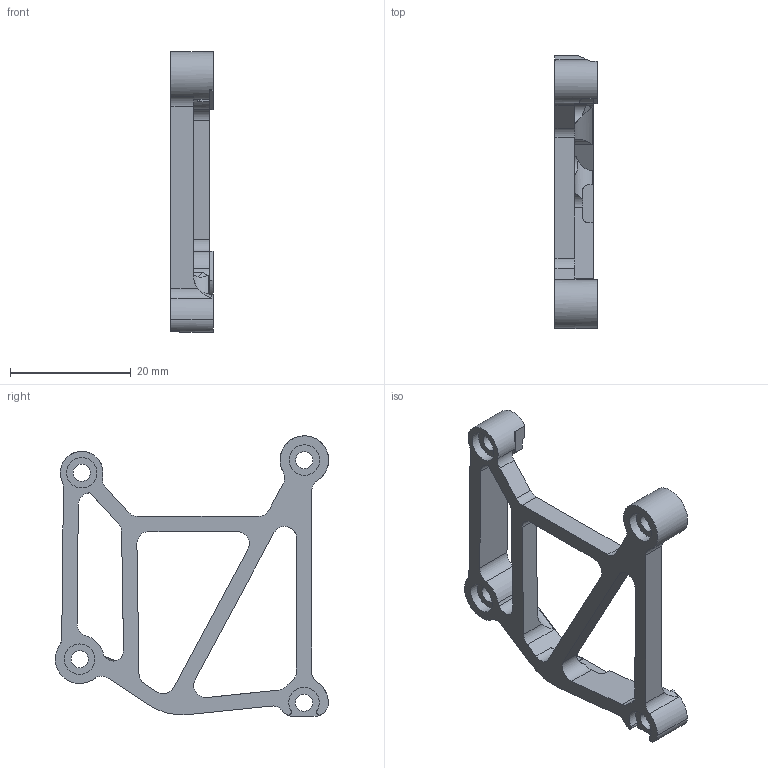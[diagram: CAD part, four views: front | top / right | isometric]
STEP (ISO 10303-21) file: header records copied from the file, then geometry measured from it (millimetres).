
FILE_DESCRIPTION(/* description */ (''),/* implementation_level */ '2;1');
FILE_NAME(/* name */ 'Aladdin_0032_3.stp',/* time_stamp */ '2025-07-02T11:55:03+02:00',/* author */ (''),/* organization */ (''),/* preprocessor_version */ 'ST-DEVELOPER v19.4',/* originating_system */ 'SIEMENS PLM Software NX2306.9102',/* authorisation */ '');
FILE_SCHEMA (('AUTOMOTIVE_DESIGN { 1 0 10303 214 3 1 1 1 }'));
Length unit declared in the file: millimetre
Products named in the file (1): Aladdin_0032_3_objects
Bounding box: 7 x 45.26 x 46.42 mm (x, y, z)
Volume: 3068 mm3; surface area: 3563.1 mm2
Topology: 1 solids, 1 shells, 99 faces, 295 edges, 198 vertices
Faces by surface type: cylinder 49, plane 48, torus 2
Full cylindrical faces by diameter (mm): 2.85 x4, 5.05 x3
Entity records: 3522 total; most frequent: CARTESIAN_POINT 761, DIRECTION 587, ORIENTED_EDGE 568, EDGE_CURVE 284, AXIS2_PLACEMENT_3D 217, VERTEX_POINT 194, LINE 153, VECTOR 153
